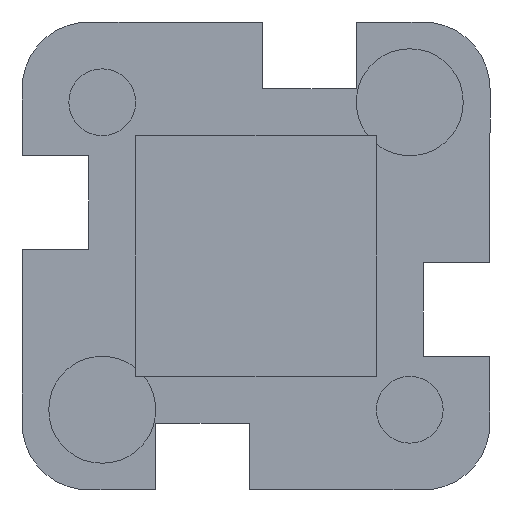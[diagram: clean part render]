
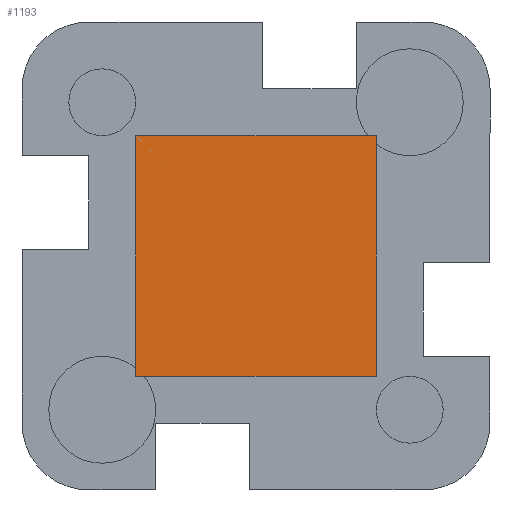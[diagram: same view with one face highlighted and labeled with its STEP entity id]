
A CAD part, front view. The second image highlights one B-rep face of the part: STEP entity #1193.
In plain terms, the highlighted planar face has unit normal (0, -1, 0).
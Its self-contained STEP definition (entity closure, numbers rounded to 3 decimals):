
#36 = VERTEX_POINT ( 'NONE', #1350 ) ;
#84 = EDGE_CURVE ( 'NONE', #1345, #36, #797, .T. ) ;
#117 = VERTEX_POINT ( 'NONE', #934 ) ;
#212 = PLANE ( 'NONE',  #1620 ) ;
#236 = LINE ( 'NONE', #1299, #794 ) ;
#396 = ORIENTED_EDGE ( 'NONE', *, *, #782, .T. ) ;
#439 = ORIENTED_EDGE ( 'NONE', *, *, #1375, .T. ) ;
#601 = VECTOR ( 'NONE', #991, 1000. ) ;
#612 = ORIENTED_EDGE ( 'NONE', *, *, #1719, .T. ) ;
#724 = DIRECTION ( 'NONE',  ( 0., 0., -1. ) ) ;
#761 = CARTESIAN_POINT ( 'NONE',  ( 8.5, -154., -8.5 ) ) ;
#782 = EDGE_CURVE ( 'NONE', #117, #1345, #1714, .T. ) ;
#794 = VECTOR ( 'NONE', #1032, 1000. ) ;
#797 = LINE ( 'NONE', #1064, #1150 ) ;
#834 = CARTESIAN_POINT ( 'NONE',  ( 26.5, -154., -8.5 ) ) ;
#878 = CARTESIAN_POINT ( 'NONE',  ( 0., -154., 0. ) ) ;
#934 = CARTESIAN_POINT ( 'NONE',  ( 26.5, -154., -8.5 ) ) ;
#991 = DIRECTION ( 'NONE',  ( -1., 0., 0. ) ) ;
#1032 = DIRECTION ( 'NONE',  ( 1., 0., 0. ) ) ;
#1064 = CARTESIAN_POINT ( 'NONE',  ( 8.5, -154., -8.5 ) ) ;
#1073 = DIRECTION ( 'NONE',  ( 0., 0., -1. ) ) ;
#1150 = VECTOR ( 'NONE', #1073, 1000. ) ;
#1155 = CARTESIAN_POINT ( 'NONE',  ( 26.5, -154., -26.5 ) ) ;
#1193 = ADVANCED_FACE ( 'NONE', ( #1408 ), #212, .T. ) ;
#1274 = EDGE_LOOP ( 'NONE', ( #1347, #612, #439, #396 ) ) ;
#1283 = DIRECTION ( 'NONE',  ( 0., -1., 0. ) ) ;
#1299 = CARTESIAN_POINT ( 'NONE',  ( 8.5, -154., -26.5 ) ) ;
#1345 = VERTEX_POINT ( 'NONE', #1518 ) ;
#1347 = ORIENTED_EDGE ( 'NONE', *, *, #84, .T. ) ;
#1350 = CARTESIAN_POINT ( 'NONE',  ( 8.5, -154., -26.5 ) ) ;
#1375 = EDGE_CURVE ( 'NONE', #1680, #117, #1651, .T. ) ;
#1408 = FACE_OUTER_BOUND ( 'NONE', #1274, .T. ) ;
#1412 = VECTOR ( 'NONE', #1666, 1000. ) ;
#1518 = CARTESIAN_POINT ( 'NONE',  ( 8.5, -154., -8.5 ) ) ;
#1620 = AXIS2_PLACEMENT_3D ( 'NONE', #878, #1283, #724 ) ;
#1651 = LINE ( 'NONE', #834, #1412 ) ;
#1666 = DIRECTION ( 'NONE',  ( 0., 0., 1. ) ) ;
#1680 = VERTEX_POINT ( 'NONE', #1155 ) ;
#1714 = LINE ( 'NONE', #761, #601 ) ;
#1719 = EDGE_CURVE ( 'NONE', #36, #1680, #236, .T. ) ;
